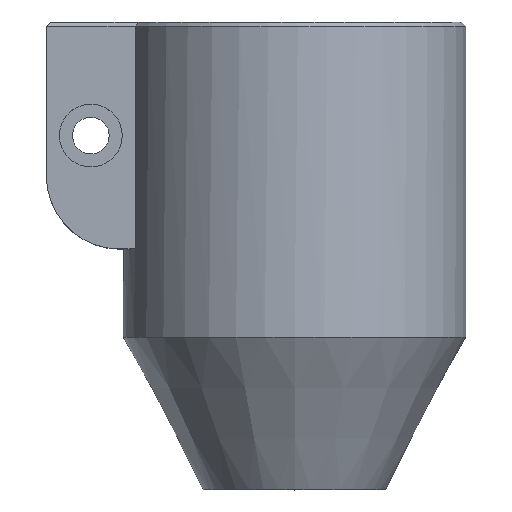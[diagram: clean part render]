
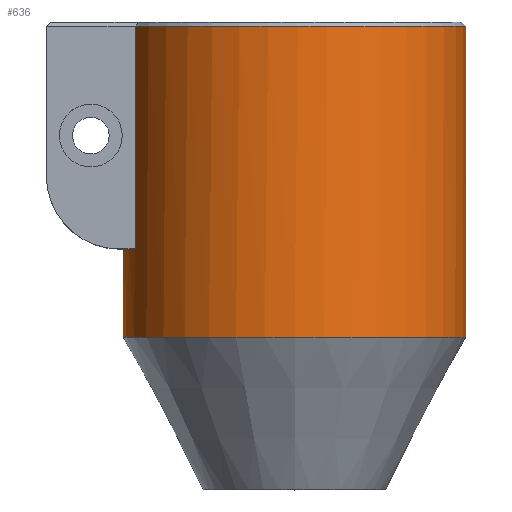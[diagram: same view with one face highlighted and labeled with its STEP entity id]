
A CAD part, top view. The second image highlights one B-rep face of the part: STEP entity #636.
In plain terms, the highlighted cylindrical face has radius 16.35 mm (diameter 32.7 mm), a full revolution.
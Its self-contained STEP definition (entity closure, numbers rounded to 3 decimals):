
#65=CYLINDRICAL_SURFACE('',#724,16.35);
#102=FACE_OUTER_BOUND('',#146,.T.);
#146=EDGE_LOOP('',(#583,#584,#585,#586,#587,#588,#589,#590,#591,#592,#593,
#594));
#169=LINE('',#1021,#215);
#175=LINE('',#1039,#221);
#183=LINE('',#1066,#229);
#190=LINE('',#1093,#236);
#194=LINE('',#1150,#240);
#215=VECTOR('',#797,10.);
#221=VECTOR('',#813,10.);
#229=VECTOR('',#845,10.);
#236=VECTOR('',#880,10.);
#240=VECTOR('',#922,16.35);
#249=CIRCLE('',#669,16.35);
#250=CIRCLE('',#670,16.35);
#256=CIRCLE('',#684,16.35);
#258=CIRCLE('',#688,16.35);
#266=CIRCLE('',#707,16.35);
#276=CIRCLE('',#723,16.35);
#293=VERTEX_POINT('',#982);
#297=VERTEX_POINT('',#997);
#298=VERTEX_POINT('',#998);
#302=VERTEX_POINT('',#1018);
#303=VERTEX_POINT('',#1020);
#309=VERTEX_POINT('',#1036);
#310=VERTEX_POINT('',#1038);
#315=VERTEX_POINT('',#1057);
#317=VERTEX_POINT('',#1065);
#330=VERTEX_POINT('',#1146);
#357=EDGE_CURVE('',#297,#298,#249,.T.);
#358=EDGE_CURVE('',#298,#293,#250,.T.);
#368=EDGE_CURVE('',#303,#302,#169,.T.);
#377=EDGE_CURVE('',#310,#309,#175,.T.);
#382=EDGE_CURVE('',#302,#310,#256,.T.);
#386=EDGE_CURVE('',#315,#303,#258,.T.);
#390=EDGE_CURVE('',#317,#293,#183,.T.);
#403=EDGE_CURVE('',#297,#315,#190,.T.);
#404=EDGE_CURVE('',#309,#317,#266,.T.);
#416=EDGE_CURVE('',#330,#330,#276,.T.);
#418=EDGE_CURVE('',#298,#330,#194,.T.);
#583=ORIENTED_EDGE('',*,*,#357,.F.);
#584=ORIENTED_EDGE('',*,*,#403,.T.);
#585=ORIENTED_EDGE('',*,*,#386,.T.);
#586=ORIENTED_EDGE('',*,*,#368,.T.);
#587=ORIENTED_EDGE('',*,*,#382,.T.);
#588=ORIENTED_EDGE('',*,*,#377,.T.);
#589=ORIENTED_EDGE('',*,*,#404,.T.);
#590=ORIENTED_EDGE('',*,*,#390,.T.);
#591=ORIENTED_EDGE('',*,*,#358,.F.);
#592=ORIENTED_EDGE('',*,*,#418,.T.);
#593=ORIENTED_EDGE('',*,*,#416,.T.);
#594=ORIENTED_EDGE('',*,*,#418,.F.);
#636=ADVANCED_FACE('',(#102),#65,.T.);
#669=AXIS2_PLACEMENT_3D('',#999,#778,#779);
#670=AXIS2_PLACEMENT_3D('',#1000,#780,#781);
#684=AXIS2_PLACEMENT_3D('',#1049,#825,#826);
#688=AXIS2_PLACEMENT_3D('',#1058,#835,#836);
#707=AXIS2_PLACEMENT_3D('',#1095,#883,#884);
#723=AXIS2_PLACEMENT_3D('',#1147,#917,#918);
#724=AXIS2_PLACEMENT_3D('',#1149,#920,#921);
#778=DIRECTION('center_axis',(0.,1.,0.));
#779=DIRECTION('ref_axis',(0.,0.,1.));
#780=DIRECTION('center_axis',(0.,1.,0.));
#781=DIRECTION('ref_axis',(0.,0.,1.));
#797=DIRECTION('',(0.,-1.,0.));
#813=DIRECTION('',(0.,1.,0.));
#825=DIRECTION('center_axis',(0.,-1.,0.));
#826=DIRECTION('ref_axis',(0.,0.,1.));
#835=DIRECTION('center_axis',(0.,-1.,0.));
#836=DIRECTION('ref_axis',(0.,0.,1.));
#845=DIRECTION('',(0.,1.,0.));
#880=DIRECTION('',(0.,-1.,0.));
#883=DIRECTION('center_axis',(0.,-1.,0.));
#884=DIRECTION('ref_axis',(0.,0.,1.));
#917=DIRECTION('center_axis',(0.,1.,0.));
#918=DIRECTION('ref_axis',(1.,0.,0.));
#920=DIRECTION('center_axis',(0.,1.,0.));
#921=DIRECTION('ref_axis',(0.,0.,1.));
#922=DIRECTION('',(0.,-1.,0.));
#982=CARTESIAN_POINT('',(-2.271,16.491,2.584));
#997=CARTESIAN_POINT('',(-2.271,16.491,14.584));
#998=CARTESIAN_POINT('',(12.939,16.491,-7.766));
#999=CARTESIAN_POINT('Origin',(12.939,16.491,8.584));
#1000=CARTESIAN_POINT('Origin',(12.939,16.491,8.584));
#1018=CARTESIAN_POINT('',(-3.404,-7.774,9.084));
#1020=CARTESIAN_POINT('',(-3.404,-4.774,9.084));
#1021=CARTESIAN_POINT('',(-3.404,1.84,9.084));
#1036=CARTESIAN_POINT('',(-3.404,-4.774,8.084));
#1038=CARTESIAN_POINT('',(-3.404,-7.774,8.084));
#1039=CARTESIAN_POINT('',(-3.404,1.84,8.084));
#1049=CARTESIAN_POINT('Origin',(12.939,-7.774,8.584));
#1057=CARTESIAN_POINT('',(-2.271,-4.774,14.584));
#1058=CARTESIAN_POINT('Origin',(12.939,-4.774,8.584));
#1065=CARTESIAN_POINT('',(-2.271,-4.774,2.584));
#1066=CARTESIAN_POINT('',(-2.271,1.84,2.584));
#1093=CARTESIAN_POINT('',(-2.271,1.84,14.584));
#1095=CARTESIAN_POINT('Origin',(12.939,-4.774,8.584));
#1146=CARTESIAN_POINT('',(12.939,-13.211,-7.766));
#1147=CARTESIAN_POINT('Origin',(12.939,-13.211,8.584));
#1149=CARTESIAN_POINT('Origin',(12.939,1.84,8.584));
#1150=CARTESIAN_POINT('',(12.939,1.84,-7.766));
